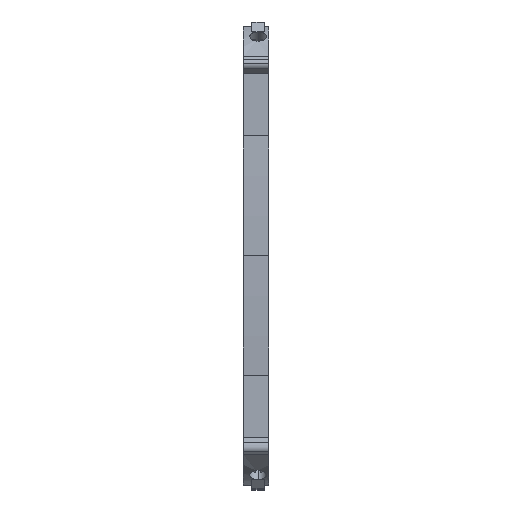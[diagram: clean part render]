
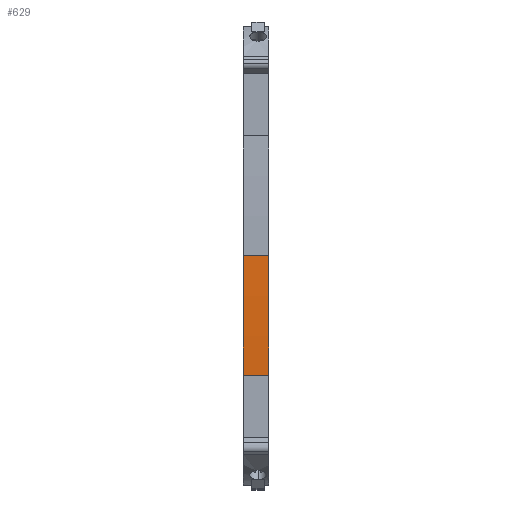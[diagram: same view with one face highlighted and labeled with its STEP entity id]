
A CAD part, top view. The second image highlights one B-rep face of the part: STEP entity #629.
In plain terms, the highlighted cylindrical face has radius 421 mm (diameter 842 mm), a partial arc.
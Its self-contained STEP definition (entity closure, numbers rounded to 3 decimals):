
#199 = CARTESIAN_POINT ( 'NONE',  ( 61.059, 0., 1. ) ) ;
#306 = VERTEX_POINT ( 'NONE', #13426 ) ;
#444 = CYLINDRICAL_SURFACE ( 'NONE', #8418, 421. ) ;
#629 = ADVANCED_FACE ( 'NONE', ( #849 ), #444, .T. ) ;
#849 = FACE_OUTER_BOUND ( 'NONE', #4310, .T. ) ;
#1708 = ORIENTED_EDGE ( 'NONE', *, *, #10350, .F. ) ;
#2285 = DIRECTION ( 'NONE',  ( 0., 0., 1. ) ) ;
#2913 = LINE ( 'NONE', #16143, #5337 ) ;
#4124 = DIRECTION ( 'NONE',  ( -1., 0., 0. ) ) ;
#4310 = EDGE_LOOP ( 'NONE', ( #13126, #12227, #9349, #1708 ) ) ;
#4608 = EDGE_CURVE ( 'NONE', #9372, #9226, #12146, .T. ) ;
#5337 = VECTOR ( 'NONE', #5873, 1000. ) ;
#5765 = VECTOR ( 'NONE', #4124, 1000. ) ;
#5873 = DIRECTION ( 'NONE',  ( -1., 0., 0. ) ) ;
#5884 = CARTESIAN_POINT ( 'NONE',  ( -3.05, 0., 1. ) ) ;
#6746 = LINE ( 'NONE', #199, #5765 ) ;
#6833 = AXIS2_PLACEMENT_3D ( 'NONE', #9622, #10801, #10747 ) ;
#8277 = CARTESIAN_POINT ( 'NONE',  ( 61.059, 0., -420. ) ) ;
#8418 = AXIS2_PLACEMENT_3D ( 'NONE', #8277, #12100, #9573 ) ;
#8553 = CIRCLE ( 'NONE', #6833, 421. ) ;
#8682 = CARTESIAN_POINT ( 'NONE',  ( -3.05, 0., -420. ) ) ;
#9226 = VERTEX_POINT ( 'NONE', #5884 ) ;
#9349 = ORIENTED_EDGE ( 'NONE', *, *, #4608, .F. ) ;
#9372 = VERTEX_POINT ( 'NONE', #15639 ) ;
#9573 = DIRECTION ( 'NONE',  ( 0., 0., 1. ) ) ;
#9622 = CARTESIAN_POINT ( 'NONE',  ( 3.05, 0., -420. ) ) ;
#9823 = EDGE_CURVE ( 'NONE', #14529, #9226, #6746, .T. ) ;
#10350 = EDGE_CURVE ( 'NONE', #306, #9372, #2913, .T. ) ;
#10747 = DIRECTION ( 'NONE',  ( 0., 0., -1. ) ) ;
#10801 = DIRECTION ( 'NONE',  ( -1., 0., 0. ) ) ;
#11319 = EDGE_CURVE ( 'NONE', #306, #14529, #8553, .T. ) ;
#12100 = DIRECTION ( 'NONE',  ( -1., 0., 0. ) ) ;
#12107 = AXIS2_PLACEMENT_3D ( 'NONE', #8682, #15216, #2285 ) ;
#12146 = CIRCLE ( 'NONE', #12107, 421. ) ;
#12227 = ORIENTED_EDGE ( 'NONE', *, *, #9823, .T. ) ;
#13126 = ORIENTED_EDGE ( 'NONE', *, *, #11319, .T. ) ;
#13426 = CARTESIAN_POINT ( 'NONE',  ( 3.05, -29., 0. ) ) ;
#14529 = VERTEX_POINT ( 'NONE', #16275 ) ;
#15216 = DIRECTION ( 'NONE',  ( -1., 0., 0. ) ) ;
#15639 = CARTESIAN_POINT ( 'NONE',  ( -3.05, -29., 0. ) ) ;
#16143 = CARTESIAN_POINT ( 'NONE',  ( 61.059, -29., 0. ) ) ;
#16275 = CARTESIAN_POINT ( 'NONE',  ( 3.05, 0., 1. ) ) ;
